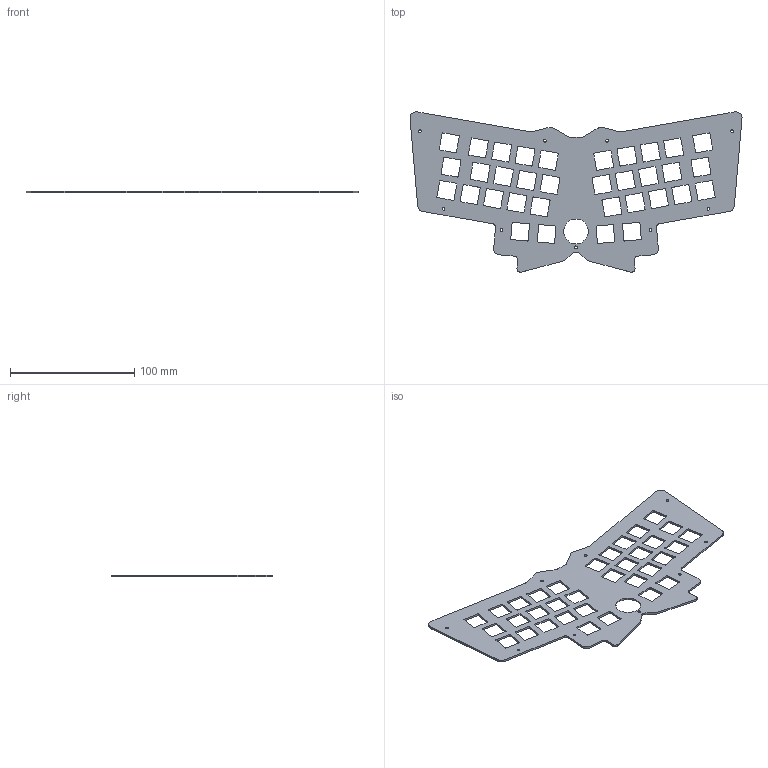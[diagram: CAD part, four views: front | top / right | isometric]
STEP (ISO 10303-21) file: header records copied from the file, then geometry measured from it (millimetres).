
FILE_DESCRIPTION(/* description */ (''),/* implementation_level */ '2;1');
FILE_NAME(/* name */ 'SK-Daertwing-Butterfly-Plate.step',/* time_stamp */ '2026-02-02T20:03:20-08:00',/* author */ (''),/* organization */ (''),/* preprocessor_version */ 'ST-DEVELOPER v20.1',/* originating_system */ 'Autodesk Translation Framework v14.24.0.0',/* authorisation */ '');
FILE_SCHEMA (('AUTOMOTIVE_DESIGN { 1 0 10303 214 3 1 1 }'));
Length unit declared in the file: millimetre
Products named in the file (1): Sandwich Plate Daertwing Plate
Bounding box: 267.28 x 129.13 x 1.6 mm (x, y, z)
Volume: 27540.7 mm3; surface area: 38842.3 mm2
Topology: 1 solids, 1 shells, 329 faces, 983 edges, 656 vertices
Faces by surface type: cylinder 167, plane 162
Full cylindrical faces by diameter (mm): 2.2 x9, 20 x1
Entity records: 11390 total; most frequent: DIRECTION 1977, CARTESIAN_POINT 1969, ORIENTED_EDGE 1966, EDGE_CURVE 983, AXIS2_PLACEMENT_3D 664, VERTEX_POINT 656, LINE 649, VECTOR 649
